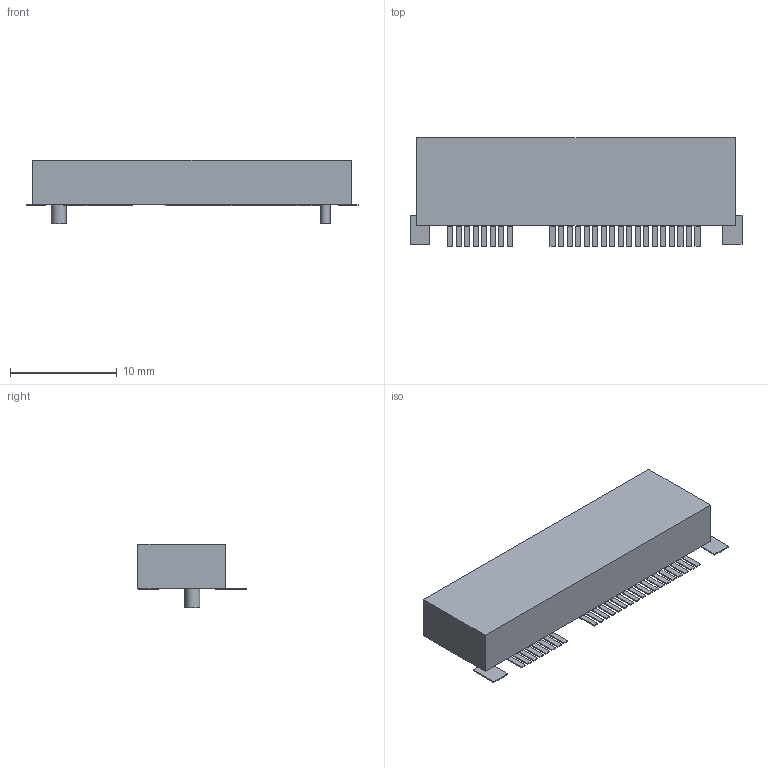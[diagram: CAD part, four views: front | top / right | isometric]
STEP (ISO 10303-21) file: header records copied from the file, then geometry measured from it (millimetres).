
FILE_DESCRIPTION(('FreeCAD Model'),'2;1');
FILE_NAME('15875487.5.5.stp','2023-10-15T17:24:44',( 'Author'),(''),'Open CASCADE STEP processor 6.9','FreeCAD','Unknown' );
FILE_SCHEMA(('AUTOMOTIVE_DESIGN { 1 0 10303 214 1 1 1 1 }'));
Length unit declared in the file: millimetre
Products named in the file (4): ASSEMBLY; Body; Pins; Lugs
Assembly tree (3 placements, depth 2):
  ASSEMBLY
    Body
    Pins
    Lugs
Bounding box: 31.14 x 10.14 x 5.95 mm (x, y, z)
Volume: 1027.1 mm3; surface area: 964.3 mm2
Topology: 57 solids, 57 shells, 336 faces, 666 edges, 444 vertices
Faces by surface type: plane 334, cylinder 2
Full cylindrical faces by diameter (mm): 0.9 x1, 1.4 x1
Entity records: 17602 total; most frequent: CARTESIAN_POINT 2782, DIRECTION 2682, LINE 1990, VECTOR 1990, ORIENTED_EDGE 1332, PCURVE 1332, DEFINITIONAL_REPRESENTATION 1332, EDGE_CURVE 666
